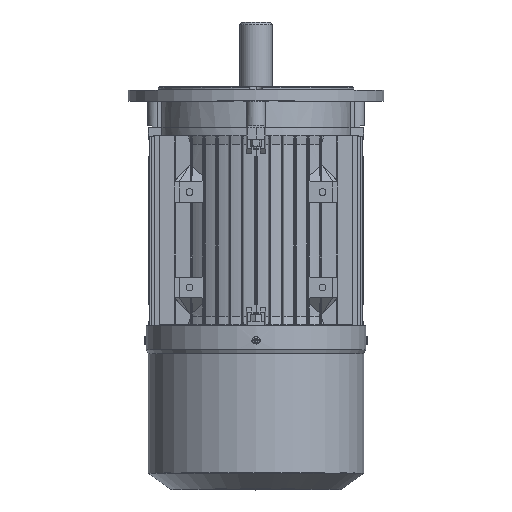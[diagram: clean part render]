
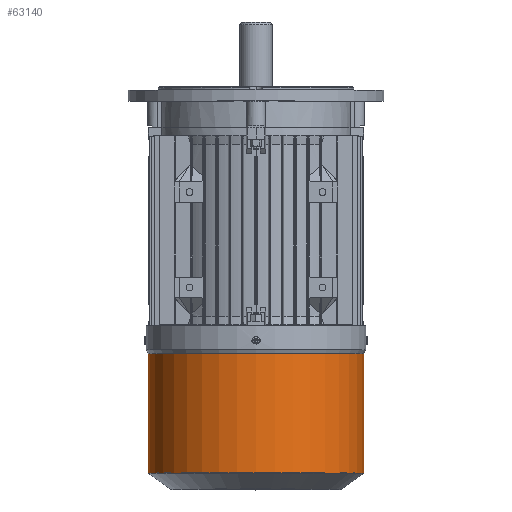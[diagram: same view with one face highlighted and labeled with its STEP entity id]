
A CAD part, top view. The second image highlights one B-rep face of the part: STEP entity #63140.
In plain terms, the highlighted cylindrical face has radius 126.5 mm (diameter 253 mm), a partial arc.
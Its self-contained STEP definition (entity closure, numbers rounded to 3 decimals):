
#42970 = DIRECTION ( 'NONE',  ( 0., 0., -1. ) ) ;
#42971 = DIRECTION ( 'NONE',  ( 1., 0., 0. ) ) ;
#42972 = CARTESIAN_POINT ( 'NONE',  ( -156.764, 0., 0. ) ) ;
#42973 = AXIS2_PLACEMENT_3D ( 'NONE', #42972, #42971, #42970 ) ;
#42974 = CIRCLE ( 'NONE', #42973, 126.5 ) ;
#42980 = CARTESIAN_POINT ( 'NONE',  ( -156.764, 0., 126.5 ) ) ;
#42982 = CARTESIAN_POINT ( 'NONE',  ( -156.764, 0., -126.5 ) ) ;
#43041 = DIRECTION ( 'NONE',  ( 0., 0., -1. ) ) ;
#43042 = DIRECTION ( 'NONE',  ( 1., 0., 0. ) ) ;
#43043 = CARTESIAN_POINT ( 'NONE',  ( 2., 0., 0. ) ) ;
#43044 = AXIS2_PLACEMENT_3D ( 'NONE', #43043, #43042, #43041 ) ;
#43045 = CYLINDRICAL_SURFACE ( 'NONE', #43044, 126.5 ) ;
#43046 = FACE_OUTER_BOUND ( 'NONE', #63141, .T. ) ;
#43094 = DIRECTION ( 'NONE',  ( 1., 0., 0. ) ) ;
#43095 = VECTOR ( 'NONE', #43094, 1000. ) ;
#43096 = CARTESIAN_POINT ( 'NONE',  ( 2., 0., 126.5 ) ) ;
#43097 = LINE ( 'NONE', #43096, #43095 ) ;
#43098 = DIRECTION ( 'NONE',  ( 1., 0., 0. ) ) ;
#43099 = VECTOR ( 'NONE', #43098, 1000. ) ;
#43100 = CARTESIAN_POINT ( 'NONE',  ( 2., 0., -126.5 ) ) ;
#43101 = LINE ( 'NONE', #43100, #43099 ) ;
#43103 = CARTESIAN_POINT ( 'NONE',  ( -16.486, 0., -126.5 ) ) ;
#43105 = DIRECTION ( 'NONE',  ( 0., 0., -1. ) ) ;
#43106 = DIRECTION ( 'NONE',  ( 1., 0., 0. ) ) ;
#43107 = CARTESIAN_POINT ( 'NONE',  ( -16.486, 0., 0. ) ) ;
#43108 = AXIS2_PLACEMENT_3D ( 'NONE', #43107, #43106, #43105 ) ;
#43109 = CIRCLE ( 'NONE', #43108, 126.5 ) ;
#43119 = CARTESIAN_POINT ( 'NONE',  ( -16.486, 0., 126.5 ) ) ;
#63097 = EDGE_CURVE ( 'NONE', #63116, #63120, #42974, .T. ) ;
#63116 = VERTEX_POINT ( 'NONE', #42982 ) ;
#63120 = VERTEX_POINT ( 'NONE', #42980 ) ;
#63140 = ADVANCED_FACE ( 'NONE', ( #43046 ), #43045, .T. ) ;
#63141 = EDGE_LOOP ( 'NONE', ( #63143, #63145, #63175, #63181 ) ) ;
#63143 = ORIENTED_EDGE ( 'NONE', *, *, #63097, .T. ) ;
#63145 = ORIENTED_EDGE ( 'NONE', *, *, #63147, .T. ) ;
#63147 = EDGE_CURVE ( 'NONE', #63120, #63173, #43097, .T. ) ;
#63173 = VERTEX_POINT ( 'NONE', #43119 ) ;
#63175 = ORIENTED_EDGE ( 'NONE', *, *, #63177, .F. ) ;
#63177 = EDGE_CURVE ( 'NONE', #63179, #63173, #43109, .T. ) ;
#63179 = VERTEX_POINT ( 'NONE', #43103 ) ;
#63181 = ORIENTED_EDGE ( 'NONE', *, *, #63183, .F. ) ;
#63183 = EDGE_CURVE ( 'NONE', #63116, #63179, #43101, .T. ) ;
